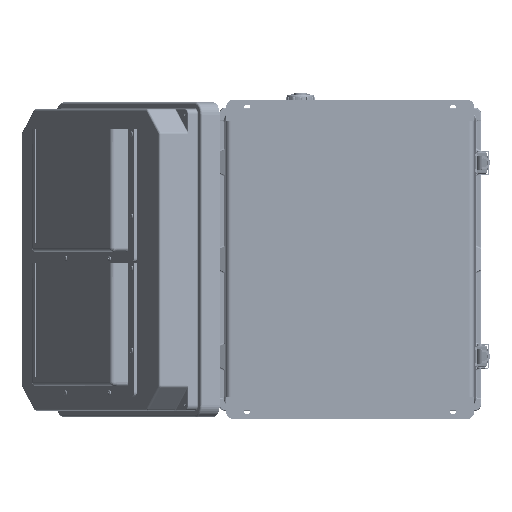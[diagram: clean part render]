
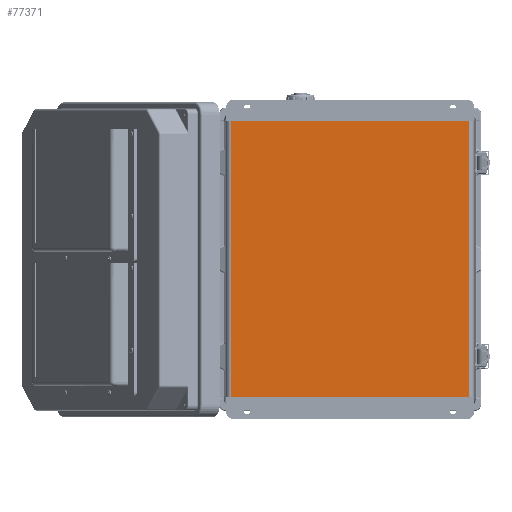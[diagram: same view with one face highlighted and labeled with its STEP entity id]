
A CAD part, front view. The second image highlights one B-rep face of the part: STEP entity #77371.
In plain terms, the highlighted planar face has unit normal (0, -1, 0).
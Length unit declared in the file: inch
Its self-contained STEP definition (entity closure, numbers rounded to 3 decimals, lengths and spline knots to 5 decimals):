
#184 = VECTOR ( 'NONE', #48075, 39.37008 ) ;
#1249 = DIRECTION ( 'NONE',  ( 0., 0., 1. ) ) ;
#4769 = FACE_OUTER_BOUND ( 'NONE', #66447, .T. ) ;
#7944 = VERTEX_POINT ( 'NONE', #70822 ) ;
#9359 = CARTESIAN_POINT ( 'NONE',  ( 5.78771, 0.05906, -14.4685 ) ) ;
#10815 = LINE ( 'NONE', #88568, #71032 ) ;
#10900 = EDGE_CURVE ( 'NONE', #82018, #83839, #74996, .T. ) ;
#19543 = DIRECTION ( 'NONE',  ( 0., 0., 1. ) ) ;
#23266 = DIRECTION ( 'NONE',  ( 0., 0., 1. ) ) ;
#25956 = DIRECTION ( 'NONE',  ( -1., 0., 0. ) ) ;
#30201 = EDGE_CURVE ( 'NONE', #82018, #33911, #76750, .T. ) ;
#32447 = EDGE_CURVE ( 'NONE', #33911, #7944, #10815, .T. ) ;
#33911 = VERTEX_POINT ( 'NONE', #112674 ) ;
#35309 = VECTOR ( 'NONE', #19543, 39.37008 ) ;
#35649 = ORIENTED_EDGE ( 'NONE', *, *, #10900, .T. ) ;
#37502 = CARTESIAN_POINT ( 'NONE',  ( 5.78771, 0.05906, -1.04331 ) ) ;
#44246 = PLANE ( 'NONE',  #52265 ) ;
#44925 = VECTOR ( 'NONE', #25956, 39.37008 ) ;
#48075 = DIRECTION ( 'NONE',  ( -1., 0., 0. ) ) ;
#52265 = AXIS2_PLACEMENT_3D ( 'NONE', #120699, #111161, #23266 ) ;
#55617 = EDGE_CURVE ( 'NONE', #83839, #7944, #122771, .T. ) ;
#60965 = ORIENTED_EDGE ( 'NONE', *, *, #30201, .F. ) ;
#66062 = CARTESIAN_POINT ( 'NONE',  ( 6.11811, 0.05906, -1.04331 ) ) ;
#66447 = EDGE_LOOP ( 'NONE', ( #125118, #60965, #35649, #87275 ) ) ;
#70822 = CARTESIAN_POINT ( 'NONE',  ( -5.78771, 0.05906, -1.04331 ) ) ;
#71032 = VECTOR ( 'NONE', #1249, 39.37008 ) ;
#74996 = LINE ( 'NONE', #106806, #35309 ) ;
#76750 = LINE ( 'NONE', #116849, #184 ) ;
#77371 = ADVANCED_FACE ( 'NONE', ( #4769 ), #44246, .F. ) ;
#82018 = VERTEX_POINT ( 'NONE', #9359 ) ;
#83839 = VERTEX_POINT ( 'NONE', #37502 ) ;
#87275 = ORIENTED_EDGE ( 'NONE', *, *, #55617, .T. ) ;
#88568 = CARTESIAN_POINT ( 'NONE',  ( -5.78771, 0.05906, -1.04331 ) ) ;
#106806 = CARTESIAN_POINT ( 'NONE',  ( 5.78771, 0.05906, -1.04331 ) ) ;
#111161 = DIRECTION ( 'NONE',  ( 0., 1., 0. ) ) ;
#112674 = CARTESIAN_POINT ( 'NONE',  ( -5.78771, 0.05906, -14.4685 ) ) ;
#116849 = CARTESIAN_POINT ( 'NONE',  ( 6.11811, 0.05906, -14.4685 ) ) ;
#120699 = CARTESIAN_POINT ( 'NONE',  ( 6.11811, 0.05906, -1.04331 ) ) ;
#122771 = LINE ( 'NONE', #66062, #44925 ) ;
#125118 = ORIENTED_EDGE ( 'NONE', *, *, #32447, .F. ) ;
